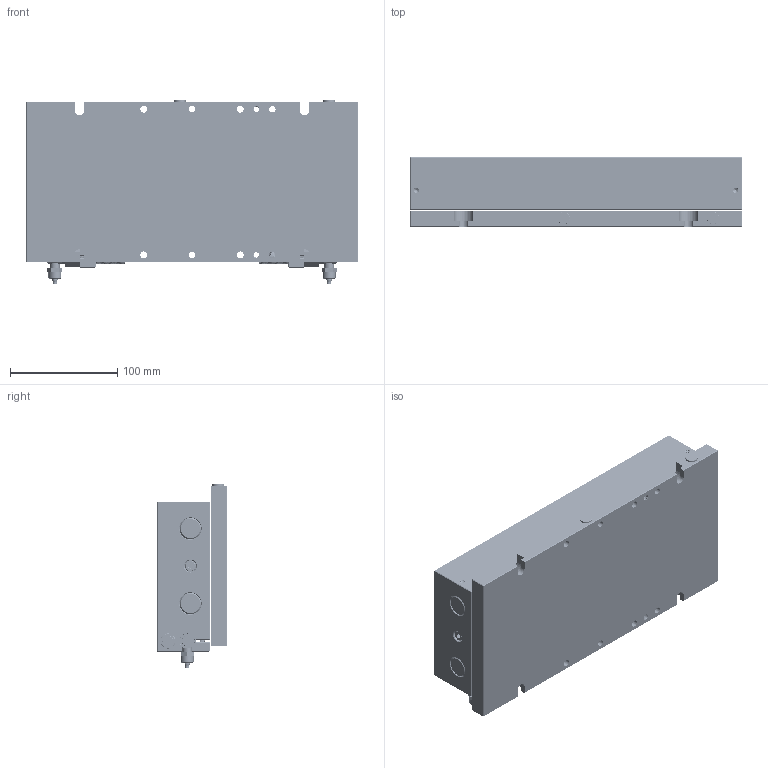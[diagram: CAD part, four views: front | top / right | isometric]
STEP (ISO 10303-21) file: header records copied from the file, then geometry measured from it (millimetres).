
FILE_DESCRIPTION(/* description */ (''),/* implementation_level */ '2;1');
FILE_NAME(/* name */ '6a092f76-7fb2-481c-aaa6-ce9772405cca.stp',/* time_stamp */ '2021-10-22T06:37:34+00:00',/* author */ (''),/* organization */ (''),/* preprocessor_version */ 'ST-DEVELOPER v18.1',/* originating_system */ 'Autodesk Translation Framework v10.10.0.1391',/* authorisation */ '');
FILE_SCHEMA (('AUTOMOTIVE_DESIGN { 1 0 10303 214 3 1 1 }'));
Products named in the file (17): NT 120; AS 10/50; AS 10/50_1; Hex_nut_M10; Screw_M10; OB 15/10 K; OB 15/10 K_1; Retaining_ring_9; Body_part; Nut_M9; Nut_M14; Body_part_2; Rod; Body_part_1; Socket_head_screw_M5; Plug; Socket_head_screw_M6
Assembly tree (26 placements, depth 3):
  NT 120
    AS 10/50
      Hex_nut_M10
      Screw_M10
    AS 10/50_1
      Hex_nut_M10
      Screw_M10
    OB 15/10 K
      Retaining_ring_9
      Body_part
      Nut_M9
      Nut_M14
    OB 15/10 K_1
      Retaining_ring_9
      Body_part
      Nut_M9
      Nut_M14
    Body_part_2
    Rod  x2
    Body_part_1
    Socket_head_screw_M5  x2
    Socket_head_screw_M6  x2
    Plug  x2
Bounding box: 310 x 65 x 171.5 mm (x, y, z)
Volume: 2535096 mm3; surface area: 358738.9 mm2
Topology: 22 solids, 22 shells, 2866 faces, 7548 edges, 4786 vertices
Faces by surface type: cylinder 1602, bspline 684, plane 430, cone 148, torus 2
Full cylindrical faces by diameter (mm): 3 x4, 3.961 x22, 4 x2, 4.234 x44, 4.5 x2, 4.701 x30, 5 x26, 5.035 x66, 5.12 x16, 6 x38, 6.147 x18, 6.5 x4, 7.5 x2, 8.036 x6, 8.047 x6, 8.4 x2, 8.5 x2, 8.526 x16, 8.744 x32, 8.908 x14, 8.913 x4, 9.146 x6, 9.728 x158, 9.884 x60, 10 x10, 10.161 x6, 10.198 x18, 11 x6, 11.5 x2, 12 x2
Entity records: 243111 total; most frequent: CARTESIAN_POINT 195207, ORIENTED_EDGE 12104, DIRECTION 6103, EDGE_CURVE 6052, VERTEX_POINT 3820, B_SPLINE_CURVE_WITH_KNOTS 3706, EDGE_LOOP 2420, FACE_OUTER_BOUND 2317
